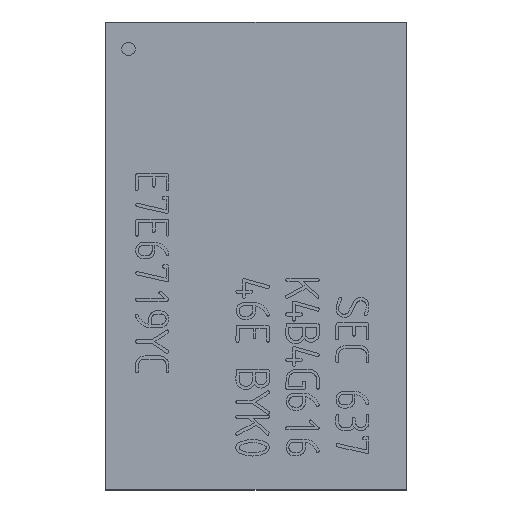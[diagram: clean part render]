
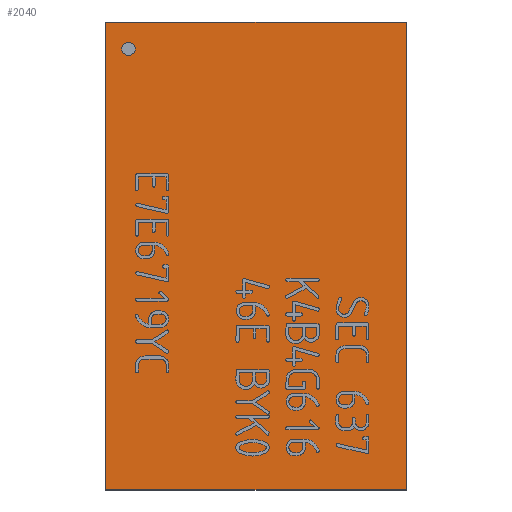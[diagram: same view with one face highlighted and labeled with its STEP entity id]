
A CAD part, top view. The second image highlights one B-rep face of the part: STEP entity #2040.
In plain terms, the highlighted planar face has unit normal (0, 0, 1).
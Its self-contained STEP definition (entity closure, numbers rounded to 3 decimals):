
#1389 = CARTESIAN_POINT ( 'NONE',  ( 0., 0., 0.85 ) ) ;
#1738 = LINE ( 'NONE', #1389, #16576 ) ;
#2040 = ADVANCED_FACE ( 'NONE', ( #23888 ), #2235, .F. ) ;
#2235 = PLANE ( 'NONE',  #12072 ) ;
#6039 = VERTEX_POINT ( 'NONE', #8673 ) ;
#6646 = CARTESIAN_POINT ( 'NONE',  ( 0., 14., 0.85 ) ) ;
#6755 = DIRECTION ( 'NONE',  ( 1., 0., 0. ) ) ;
#7772 = VERTEX_POINT ( 'NONE', #7870 ) ;
#7870 = CARTESIAN_POINT ( 'NONE',  ( 9., 0., 0.85 ) ) ;
#8549 = LINE ( 'NONE', #32962, #31486 ) ;
#8673 = CARTESIAN_POINT ( 'NONE',  ( 9., 14., 0.85 ) ) ;
#8689 = DIRECTION ( 'NONE',  ( -1., 0., 0. ) ) ;
#10718 = DIRECTION ( 'NONE',  ( -1., 0., 0. ) ) ;
#11649 = DIRECTION ( 'NONE',  ( 0., -1., 0. ) ) ;
#12072 = AXIS2_PLACEMENT_3D ( 'NONE', #28733, #25781, #10718 ) ;
#12773 = VECTOR ( 'NONE', #8689, 1000. ) ;
#13195 = CARTESIAN_POINT ( 'NONE',  ( 0., 0., 0.85 ) ) ;
#13222 = EDGE_CURVE ( 'NONE', #7772, #6039, #15474, .T. ) ;
#15004 = VECTOR ( 'NONE', #20658, 1000. ) ;
#15332 = ORIENTED_EDGE ( 'NONE', *, *, #18490, .T. ) ;
#15474 = LINE ( 'NONE', #21186, #15004 ) ;
#15502 = VERTEX_POINT ( 'NONE', #6646 ) ;
#16576 = VECTOR ( 'NONE', #6755, 1000. ) ;
#18490 = EDGE_CURVE ( 'NONE', #6039, #15502, #30167, .T. ) ;
#19089 = CARTESIAN_POINT ( 'NONE',  ( 0., 14., 0.85 ) ) ;
#20658 = DIRECTION ( 'NONE',  ( 0., 1., 0. ) ) ;
#21186 = CARTESIAN_POINT ( 'NONE',  ( 9., 0., 0.85 ) ) ;
#23402 = ORIENTED_EDGE ( 'NONE', *, *, #25965, .T. ) ;
#23593 = EDGE_LOOP ( 'NONE', ( #23402, #25033, #23708, #15332 ) ) ;
#23708 = ORIENTED_EDGE ( 'NONE', *, *, #13222, .T. ) ;
#23888 = FACE_OUTER_BOUND ( 'NONE', #23593, .T. ) ;
#25033 = ORIENTED_EDGE ( 'NONE', *, *, #27204, .T. ) ;
#25781 = DIRECTION ( 'NONE',  ( 0., 0., -1. ) ) ;
#25965 = EDGE_CURVE ( 'NONE', #15502, #26229, #8549, .T. ) ;
#26229 = VERTEX_POINT ( 'NONE', #13195 ) ;
#27204 = EDGE_CURVE ( 'NONE', #26229, #7772, #1738, .T. ) ;
#28733 = CARTESIAN_POINT ( 'NONE',  ( 0., 0., 0.85 ) ) ;
#30167 = LINE ( 'NONE', #19089, #12773 ) ;
#31486 = VECTOR ( 'NONE', #11649, 1000. ) ;
#32962 = CARTESIAN_POINT ( 'NONE',  ( 0., 0., 0.85 ) ) ;
